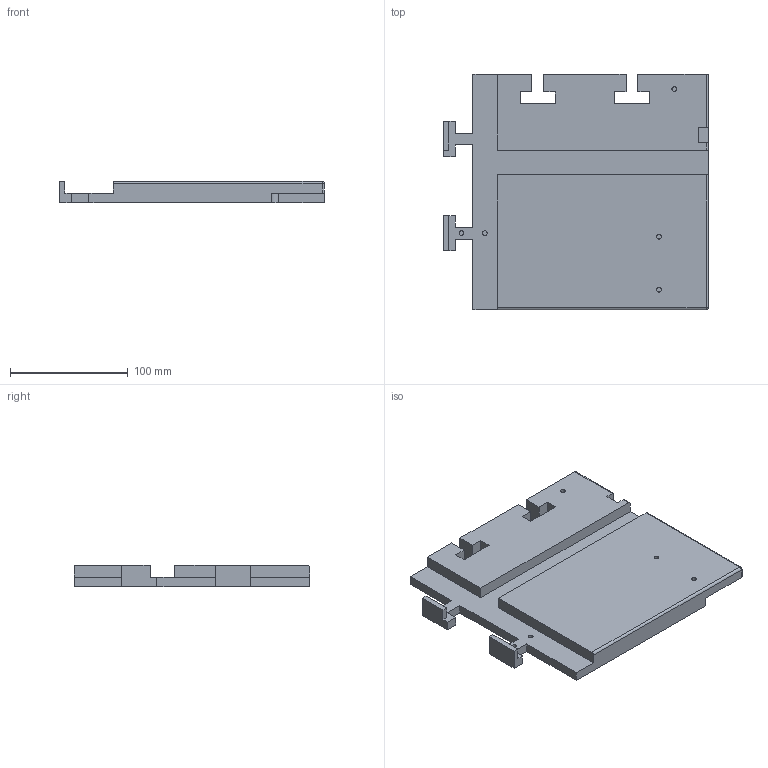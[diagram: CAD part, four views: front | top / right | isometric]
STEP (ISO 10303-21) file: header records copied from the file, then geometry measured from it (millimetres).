
FILE_DESCRIPTION(/* description */ ('STEP AP242','CAx-IF Rec.Pracs.---Representation and Presentation of Product Manufacturing Information (PMI)---4.0---2014-10-13','CAx-IF Rec.Pracs.---3D Tessellated Geometry---0.4---2014-09-14','2;1'),/* implementation_level */ '2;1');
FILE_NAME(/* name */ 'Printed parts - base FR',/* time_stamp */ '2025-06-17T08:53:54Z',/* author */ (''),/* organization */ (''),/* preprocessor_version */ 'ST-DEVELOPER v20',/* originating_system */ 'ONSHAPE BY PTC INC, 1.199',/* authorisation */ ' ');
FILE_SCHEMA (('AP242_MANAGED_MODEL_BASED_3D_ENGINEERING_MIM_LF { 1 0 10303 442 1 1 4 }'));
Length unit declared in the file: metre
Products named in the file (1): base FR
Bounding box: 225 x 200 x 18 mm (x, y, z)
Volume: 616622.1 mm3; surface area: 103568.2 mm2
Topology: 1 solids, 1 shells, 79 faces, 209 edges, 139 vertices
Faces by surface type: plane 64, cylinder 14, sphere 1
Full cylindrical faces by diameter (mm): 3.5 x3, 4 x5
Entity records: 2382 total; most frequent: CARTESIAN_POINT 415, ORIENTED_EDGE 396, DIRECTION 386, EDGE_CURVE 198, LINE 170, VECTOR 170, VERTEX_POINT 137, AXIS2_PLACEMENT_3D 108
